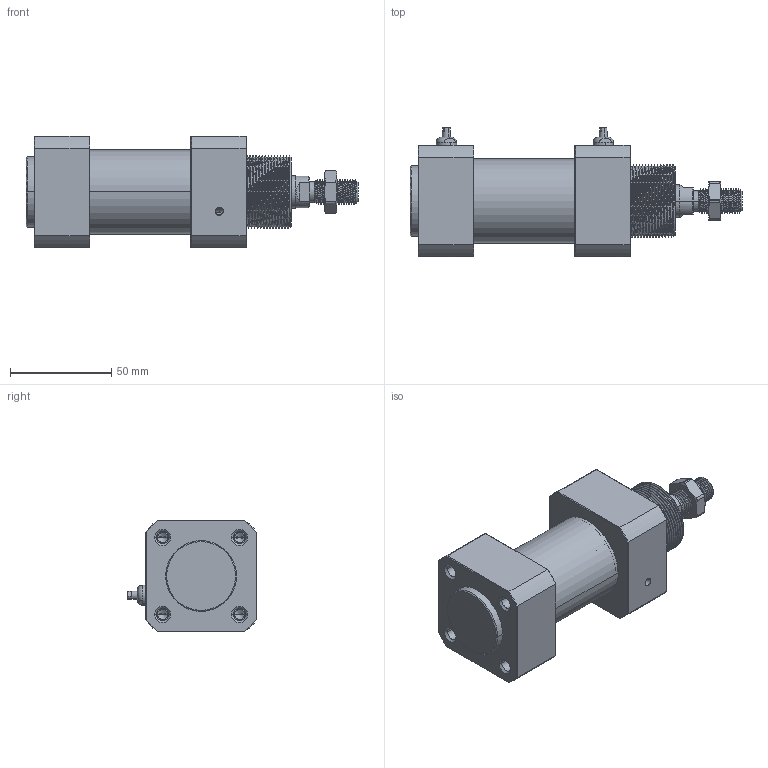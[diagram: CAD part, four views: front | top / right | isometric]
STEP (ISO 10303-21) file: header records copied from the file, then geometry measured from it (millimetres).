
FILE_DESCRIPTION (( 'STEP AP214' ), '1' );
FILE_NAME ('U040 0000 1922.STEP', '2021-05-06T05:10:19', ( '' ), ( '' ), 'SwSTEP 2.0', 'SolidWorks 2019', '' );
FILE_SCHEMA (( 'AUTOMOTIVE_DESIGN' ));
Length unit declared in the file: millimetre
Products named in the file (19): Bolt-DIN912_M10x35; Afstryger (32-125)_407285; Bremseskrue 32-50 VDMA; Stempeltætning_E44030N3578; Stempelstangsmøtrik_U1904030; 9016-34_9016-34-0; 9041-01; 9040-35-R_1040-35-0; 1040-19; 1040-22; Bremsepakning_PP2028N3589; U040 0000 1922; Magnet_9340; ORING 3,80 X 1,25; 9040-36JB2_9040-36JB2; 9040-01; Oring_ORING 37,82 X 1,78; Leje_PAP1610P11
Assembly tree (25 placements, depth 3):
  U040 0000 1922
    9016-34_9016-34-0
    1040-22
    9040-35-R_1040-35-0
    1040-19
    Bremseskrue 32-50 VDMA
      9040-01
      9041-01
      ORING 3,80 X 1,25
    Bremseskrue 32-50 VDMA
      9040-01
      9041-01
      ORING 3,80 X 1,25
    Afstryger (32-125)_407285
    9040-36JB2_9040-36JB2  x2
    Leje_PAP1610P11
    Oring_ORING 37,82 X 1,78  x2
    Bolt-DIN912_M10x35
    Stempeltætning_E44030N3578  x2
    Bremsepakning_PP2028N3589  x2
    Magnet_9340
    Stempelstangsmøtrik_U1904030
Bounding box: 164 x 63.97 x 55 mm (x, y, z)
Volume: 231535.1 mm3; surface area: 99925.9 mm2
Topology: 23 solids, 23 shells, 830 faces, 1926 edges, 1181 vertices
Faces by surface type: cylinder 358, plane 207, cone 185, torus 68, bspline 12
Entity records: 34436 total; most frequent: CARTESIAN_POINT 18662, DIRECTION 3173, ORIENTED_EDGE 3140, EDGE_CURVE 1570, AXIS2_PLACEMENT_3D 1304, VERTEX_POINT 976, EDGE_LOOP 764, ADVANCED_FACE 676
